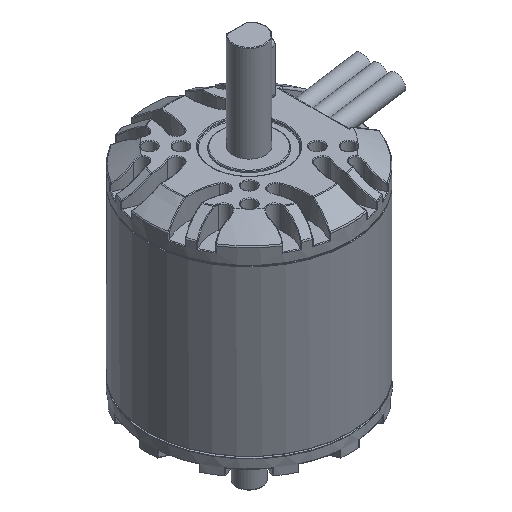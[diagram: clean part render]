
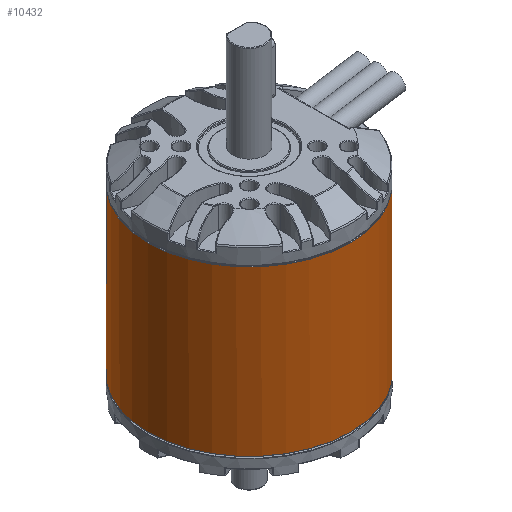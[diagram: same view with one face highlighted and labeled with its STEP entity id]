
A CAD part, isometric view. The second image highlights one B-rep face of the part: STEP entity #10432.
In plain terms, the highlighted cylindrical face has radius 31.5 mm (diameter 63 mm), a full revolution.
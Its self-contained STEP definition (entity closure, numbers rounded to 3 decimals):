
#887=LINE('',#21866,#1560);
#1560=VECTOR('',#13285,31.5);
#2142=CYLINDRICAL_SURFACE('',#11390,31.5);
#2622=FACE_OUTER_BOUND('',#3216,.T.);
#3216=EDGE_LOOP('',(#8754,#8755,#8756,#8757,#8758,#8759,#8760));
#4282=CIRCLE('',#11384,31.5);
#4283=CIRCLE('',#11385,31.5);
#4287=CIRCLE('',#11389,31.5);
#4288=CIRCLE('',#11391,31.5);
#4289=CIRCLE('',#11392,31.5);
#4978=VERTEX_POINT('',#21850);
#4979=VERTEX_POINT('',#21851);
#4980=VERTEX_POINT('',#21853);
#4983=VERTEX_POINT('',#21862);
#4984=VERTEX_POINT('',#21863);
#6343=EDGE_CURVE('',#4978,#4979,#4282,.T.);
#6344=EDGE_CURVE('',#4979,#4980,#4283,.T.);
#6348=EDGE_CURVE('',#4980,#4978,#4287,.T.);
#6349=EDGE_CURVE('',#4983,#4984,#4288,.T.);
#6350=EDGE_CURVE('',#4984,#4983,#4289,.T.);
#6351=EDGE_CURVE('',#4984,#4979,#887,.T.);
#8754=ORIENTED_EDGE('',*,*,#6349,.F.);
#8755=ORIENTED_EDGE('',*,*,#6350,.F.);
#8756=ORIENTED_EDGE('',*,*,#6351,.T.);
#8757=ORIENTED_EDGE('',*,*,#6343,.F.);
#8758=ORIENTED_EDGE('',*,*,#6348,.F.);
#8759=ORIENTED_EDGE('',*,*,#6344,.F.);
#8760=ORIENTED_EDGE('',*,*,#6351,.F.);
#10432=ADVANCED_FACE('',(#2622),#2142,.T.);
#11384=AXIS2_PLACEMENT_3D('',#21852,#13267,#13268);
#11385=AXIS2_PLACEMENT_3D('',#21854,#13269,#13270);
#11389=AXIS2_PLACEMENT_3D('',#21860,#13277,#13278);
#11390=AXIS2_PLACEMENT_3D('',#21861,#13279,#13280);
#11391=AXIS2_PLACEMENT_3D('',#21864,#13281,#13282);
#11392=AXIS2_PLACEMENT_3D('',#21865,#13283,#13284);
#13267=DIRECTION('center_axis',(0.,0.,-1.));
#13268=DIRECTION('ref_axis',(0.351,-0.937,0.));
#13269=DIRECTION('center_axis',(0.,0.,-1.));
#13270=DIRECTION('ref_axis',(0.351,-0.937,0.));
#13277=DIRECTION('center_axis',(0.,0.,-1.));
#13278=DIRECTION('ref_axis',(0.351,-0.937,0.));
#13279=DIRECTION('center_axis',(0.,0.,1.));
#13280=DIRECTION('ref_axis',(-1.,0.,0.));
#13281=DIRECTION('center_axis',(0.,0.,1.));
#13282=DIRECTION('ref_axis',(-0.177,-0.984,0.));
#13283=DIRECTION('center_axis',(0.,0.,1.));
#13284=DIRECTION('ref_axis',(-0.177,-0.984,0.));
#13285=DIRECTION('',(0.,0.,-1.));
#21850=CARTESIAN_POINT('',(-11.045,29.5,12.6));
#21851=CARTESIAN_POINT('',(31.5,0.,12.6));
#21852=CARTESIAN_POINT('Origin',(0.,0.,12.6));
#21853=CARTESIAN_POINT('',(-31.5,0.,12.6));
#21854=CARTESIAN_POINT('Origin',(0.,0.,12.6));
#21860=CARTESIAN_POINT('Origin',(0.,0.,12.6));
#21861=CARTESIAN_POINT('Origin',(0.,0.,0.));
#21862=CARTESIAN_POINT('',(5.59,31.,63.65));
#21863=CARTESIAN_POINT('',(31.5,0.,63.65));
#21864=CARTESIAN_POINT('Origin',(0.,0.,63.65));
#21865=CARTESIAN_POINT('Origin',(0.,0.,63.65));
#21866=CARTESIAN_POINT('',(31.5,0.,0.));
